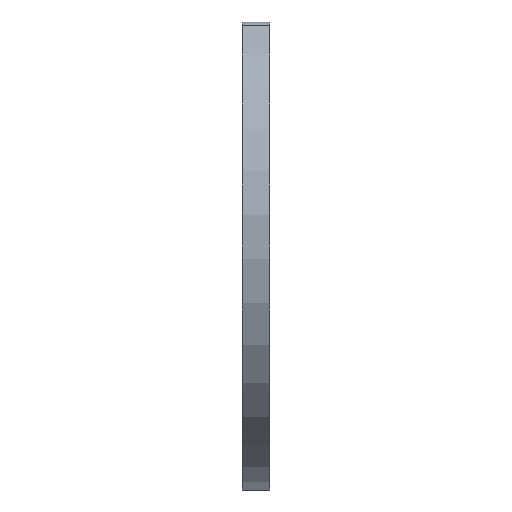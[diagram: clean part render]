
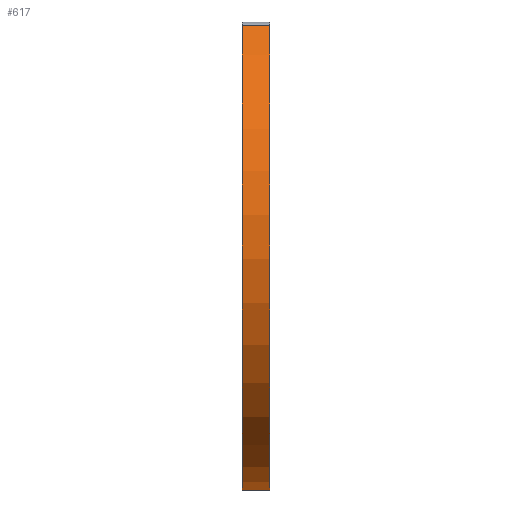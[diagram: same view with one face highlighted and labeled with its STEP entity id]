
A CAD part, front view. The second image highlights one B-rep face of the part: STEP entity #617.
In plain terms, the highlighted cylindrical face has radius 10.16 mm (diameter 20.32 mm), a partial arc.
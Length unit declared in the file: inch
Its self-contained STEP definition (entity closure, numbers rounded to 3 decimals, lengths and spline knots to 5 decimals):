
#8 = DIRECTION ( 'NONE',  ( -1., 0., 0. ) ) ;
#16 = DIRECTION ( 'NONE',  ( -1., 0., 0. ) ) ;
#27 = CARTESIAN_POINT ( 'NONE',  ( 0.021, -0.23668, 0.32247 ) ) ;
#45 = ORIENTED_EDGE ( 'NONE', *, *, #543, .T. ) ;
#64 = FACE_OUTER_BOUND ( 'NONE', #521, .T. ) ;
#88 = CARTESIAN_POINT ( 'NONE',  ( 0.021, 0.23668, 0.32247 ) ) ;
#111 = DIRECTION ( 'NONE',  ( 1., 0., 0. ) ) ;
#151 = EDGE_CURVE ( 'NONE', #402, #413, #720, .T. ) ;
#179 = CARTESIAN_POINT ( 'NONE',  ( -0.021, 0., 0. ) ) ;
#180 = LINE ( 'NONE', #633, #333 ) ;
#195 = EDGE_CURVE ( 'NONE', #387, #413, #180, .T. ) ;
#215 = AXIS2_PLACEMENT_3D ( 'NONE', #179, #505, #394 ) ;
#229 = DIRECTION ( 'NONE',  ( 0., 0., -1. ) ) ;
#235 = CARTESIAN_POINT ( 'NONE',  ( 0.021, 0., 0. ) ) ;
#242 = CIRCLE ( 'NONE', #215, 0.4 ) ;
#306 = CARTESIAN_POINT ( 'NONE',  ( 0.021, 0., 0. ) ) ;
#315 = CARTESIAN_POINT ( 'NONE',  ( -0.021, 0.23668, 0.32247 ) ) ;
#333 = VECTOR ( 'NONE', #111, 39.37008 ) ;
#335 = VECTOR ( 'NONE', #16, 39.37008 ) ;
#386 = ORIENTED_EDGE ( 'NONE', *, *, #680, .T. ) ;
#387 = VERTEX_POINT ( 'NONE', #315 ) ;
#392 = AXIS2_PLACEMENT_3D ( 'NONE', #235, #405, #229 ) ;
#394 = DIRECTION ( 'NONE',  ( 0., 0., -1. ) ) ;
#402 = VERTEX_POINT ( 'NONE', #27 ) ;
#405 = DIRECTION ( 'NONE',  ( 1., 0., 0. ) ) ;
#413 = VERTEX_POINT ( 'NONE', #88 ) ;
#419 = CARTESIAN_POINT ( 'NONE',  ( -0.021, -0.23668, 0.32247 ) ) ;
#505 = DIRECTION ( 'NONE',  ( 1., 0., 0. ) ) ;
#521 = EDGE_LOOP ( 'NONE', ( #538, #386, #45, #631 ) ) ;
#525 = CYLINDRICAL_SURFACE ( 'NONE', #571, 0.4 ) ;
#531 = CARTESIAN_POINT ( 'NONE',  ( 0.021, -0.23668, 0.32247 ) ) ;
#538 = ORIENTED_EDGE ( 'NONE', *, *, #151, .F. ) ;
#540 = LINE ( 'NONE', #531, #335 ) ;
#543 = EDGE_CURVE ( 'NONE', #695, #387, #242, .T. ) ;
#571 = AXIS2_PLACEMENT_3D ( 'NONE', #306, #8, #655 ) ;
#617 = ADVANCED_FACE ( 'NONE', ( #64 ), #525, .T. ) ;
#631 = ORIENTED_EDGE ( 'NONE', *, *, #195, .T. ) ;
#633 = CARTESIAN_POINT ( 'NONE',  ( 0.021, 0.23668, 0.32247 ) ) ;
#655 = DIRECTION ( 'NONE',  ( 0., 0., 1. ) ) ;
#680 = EDGE_CURVE ( 'NONE', #402, #695, #540, .T. ) ;
#695 = VERTEX_POINT ( 'NONE', #419 ) ;
#720 = CIRCLE ( 'NONE', #392, 0.4 ) ;
